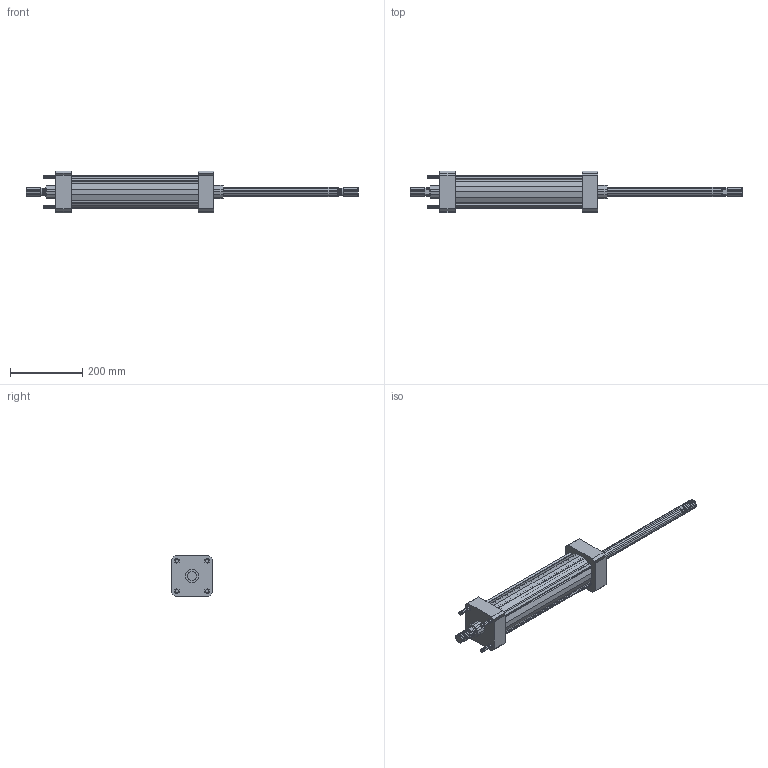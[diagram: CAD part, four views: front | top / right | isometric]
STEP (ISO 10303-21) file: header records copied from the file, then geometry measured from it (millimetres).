
FILE_DESCRIPTION ((), '1');
FILE_NAME ('g1258889', '2017-05-10T13:39:15', ('Unknown'), ('Unknown'), 'HarmonyWare STEP v2.0.5', 'HarmonyWare Translators', '');
FILE_SCHEMA (('CONFIG_CONTROL_DESIGN'));
Length unit declared in the file: inch
Products named in the file (1): NONE
Bounding box: 920.75 x 114.72 x 114.72 mm (x, y, z)
Surface area: 401106.9 mm2 (no closed solid volume)
Topology: 0 solids, 28 shells, 513 faces, 1745 edges, 926 vertices
Faces by surface type: bspline 513
Entity records: 26506 total; most frequent: CARTESIAN_POINT 4791, ORIENTED_EDGE 2832, DIRECTION 1877, COLOUR_RGB 1742, PRESENTATION_STYLE_ASSIGNMENT 1742, STYLED_ITEM 1742, DRAUGHTING_PRE_DEFINED_CURVE_FONT 1741, CURVE_STYLE 1741
